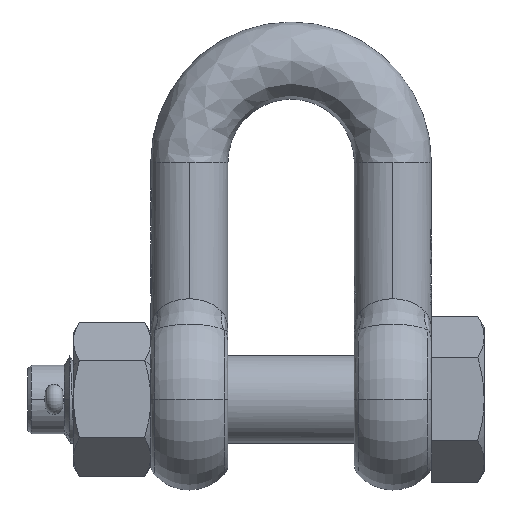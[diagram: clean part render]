
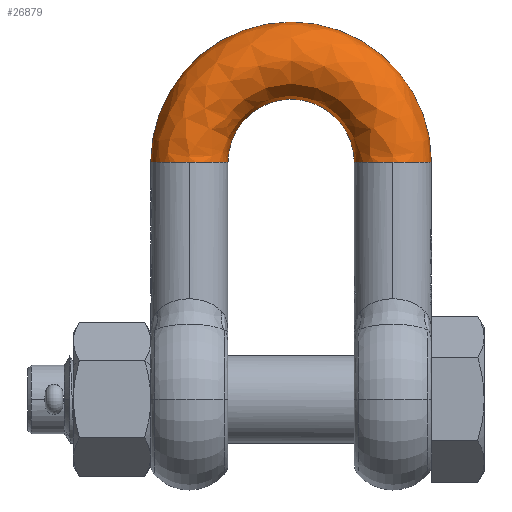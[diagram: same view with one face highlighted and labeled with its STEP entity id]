
A CAD part, top view. The second image highlights one B-rep face of the part: STEP entity #26879.
In plain terms, the highlighted free-form (B-spline) face has degree [3, 3] with [4, 4] control points.
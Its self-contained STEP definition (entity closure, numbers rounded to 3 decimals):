
#16770 = CARTESIAN_POINT ( 'NONE',  ( -18., 67.5, 0. ) ) ;
#17214 = CARTESIAN_POINT ( 'NONE',  ( 40., 67.5, 0. ) ) ;
#17215 = CARTESIAN_POINT ( 'NONE',  ( 40., 147.5, 0. ) ) ;
#17216 = CARTESIAN_POINT ( 'NONE',  ( -40., 147.5, 0. ) ) ;
#17217 = CARTESIAN_POINT ( 'NONE',  ( -40., 67.5, 0. ) ) ;
#17218 = CARTESIAN_POINT ( 'NONE',  ( 40., 67.5, 22. ) ) ;
#17296 = CARTESIAN_POINT ( 'NONE',  ( 40., 147.5, 22. ) ) ;
#17297 = CARTESIAN_POINT ( 'NONE',  ( -40., 147.5, 22. ) ) ;
#17298 = CARTESIAN_POINT ( 'NONE',  ( -40., 67.5, 22. ) ) ;
#17299 = CARTESIAN_POINT ( 'NONE',  ( 18., 67.5, 22. ) ) ;
#17300 = CARTESIAN_POINT ( 'NONE',  ( 18., 103.5, 22. ) ) ;
#17301 = CARTESIAN_POINT ( 'NONE',  ( -18., 103.5, 22. ) ) ;
#17302 = CARTESIAN_POINT ( 'NONE',  ( -18., 67.5, 22. ) ) ;
#17303 = CARTESIAN_POINT ( 'NONE',  ( 18., 67.5, 0. ) ) ;
#17304 = CARTESIAN_POINT ( 'NONE',  ( 18., 103.5, 0. ) ) ;
#17305 = CARTESIAN_POINT ( 'NONE',  ( -18., 103.5, 0. ) ) ;
#17306 = CARTESIAN_POINT ( 'NONE',  ( -18., 67.5, 0. ) ) ;
#17309 =( BOUNDED_SURFACE ( )  B_SPLINE_SURFACE ( 3, 3, ( 
 ( #17306, #17305, #17304, #17303 ),
 ( #17302, #17301, #17300, #17299 ),
 ( #17298, #17297, #17296, #17218 ),
 ( #17217, #17216, #17215, #17214 ) ),
 .UNSPECIFIED., .F., .F., .F. ) 
 B_SPLINE_SURFACE_WITH_KNOTS ( ( 4, 4 ),
 ( 4, 4 ),
 ( 0., 1. ),
 ( 0., 1. ),
 .UNSPECIFIED. ) 
 GEOMETRIC_REPRESENTATION_ITEM ( )  RATIONAL_B_SPLINE_SURFACE ( (
 ( 1., 0.333, 0.333, 1.),
 ( 0.333, 0.111, 0.111, 0.333),
 ( 0.333, 0.111, 0.111, 0.333),
 ( 1., 0.333, 0.333, 1.) ) ) 
 REPRESENTATION_ITEM ( '' )  SURFACE ( )  );
#17310 = FACE_OUTER_BOUND ( 'NONE', #26880, .T. ) ;
#17853 = CARTESIAN_POINT ( 'NONE',  ( 18., 67.5, 0. ) ) ;
#18334 = AXIS2_PLACEMENT_3D ( 'NONE', #18407, #18393, #18391 ) ;
#18335 = CIRCLE ( 'NONE', #18334, 40. ) ;
#18337 = DIRECTION ( 'NONE',  ( 0., 0., -1. ) ) ;
#18338 = CARTESIAN_POINT ( 'NONE',  ( 0., 67.5, 0. ) ) ;
#18340 = DIRECTION ( 'NONE',  ( 0., -1., 0. ) ) ;
#18341 = AXIS2_PLACEMENT_3D ( 'NONE', #18344, #18340, #18337 ) ;
#18342 = CIRCLE ( 'NONE', #18341, 11. ) ;
#18344 = CARTESIAN_POINT ( 'NONE',  ( -29., 67.5, 0. ) ) ;
#18358 = CIRCLE ( 'NONE', #18402, 18. ) ;
#18359 = DIRECTION ( 'NONE',  ( 0., 0., -1. ) ) ;
#18364 = CIRCLE ( 'NONE', #18382, 11. ) ;
#18369 = DIRECTION ( 'NONE',  ( 0., 1., 0. ) ) ;
#18375 = DIRECTION ( 'NONE',  ( -1., 0., 0. ) ) ;
#18382 = AXIS2_PLACEMENT_3D ( 'NONE', #18395, #18369, #18426 ) ;
#18391 = DIRECTION ( 'NONE',  ( -1., 0., 0. ) ) ;
#18393 = DIRECTION ( 'NONE',  ( 0., 0., 1. ) ) ;
#18395 = CARTESIAN_POINT ( 'NONE',  ( 29., 67.5, 0. ) ) ;
#18402 = AXIS2_PLACEMENT_3D ( 'NONE', #18338, #18359, #18375 ) ;
#18407 = CARTESIAN_POINT ( 'NONE',  ( 0., 67.5, 0. ) ) ;
#18426 = DIRECTION ( 'NONE',  ( 1., 0., 0. ) ) ;
#19303 = DIRECTION ( 'NONE',  ( 0., 0., -1. ) ) ;
#19304 = DIRECTION ( 'NONE',  ( 0., -1., 0. ) ) ;
#19305 = CARTESIAN_POINT ( 'NONE',  ( -29., 67.5, 0. ) ) ;
#19307 = AXIS2_PLACEMENT_3D ( 'NONE', #19305, #19304, #19303 ) ;
#19309 = CIRCLE ( 'NONE', #19307, 11. ) ;
#19441 = CARTESIAN_POINT ( 'NONE',  ( -29., 67.5, 11. ) ) ;
#20891 = CARTESIAN_POINT ( 'NONE',  ( 40., 67.5, 0. ) ) ;
#20894 = CARTESIAN_POINT ( 'NONE',  ( 29., 67.5, 11. ) ) ;
#20896 = DIRECTION ( 'NONE',  ( 1., 0., 0. ) ) ;
#20898 = DIRECTION ( 'NONE',  ( 0., 1., 0. ) ) ;
#20900 = CARTESIAN_POINT ( 'NONE',  ( 29., 67.5, 0. ) ) ;
#20901 = AXIS2_PLACEMENT_3D ( 'NONE', #20900, #20898, #20896 ) ;
#20903 = CIRCLE ( 'NONE', #20901, 11. ) ;
#23379 = VERTEX_POINT ( 'NONE', #16770 ) ;
#23440 = EDGE_CURVE ( 'NONE', #23379, #23441, #19309, .T. ) ;
#23441 = VERTEX_POINT ( 'NONE', #19441 ) ;
#23637 = EDGE_CURVE ( 'NONE', #23638, #23639, #20903, .T. ) ;
#23638 = VERTEX_POINT ( 'NONE', #20894 ) ;
#23639 = VERTEX_POINT ( 'NONE', #20891 ) ;
#26879 = ADVANCED_FACE ( 'NONE', ( #17310 ), #17309, .F. ) ;
#26880 = EDGE_LOOP ( 'NONE', ( #26881, #26882, #27289, #27296, #27297, #27299 ) ) ;
#26881 = ORIENTED_EDGE ( 'NONE', *, *, #23440, .F. ) ;
#26882 = ORIENTED_EDGE ( 'NONE', *, *, #27288, .T. ) ;
#26968 = VERTEX_POINT ( 'NONE', #17853 ) ;
#27288 = EDGE_CURVE ( 'NONE', #23379, #26968, #18358, .T. ) ;
#27289 = ORIENTED_EDGE ( 'NONE', *, *, #27290, .T. ) ;
#27290 = EDGE_CURVE ( 'NONE', #26968, #23638, #18364, .T. ) ;
#27296 = ORIENTED_EDGE ( 'NONE', *, *, #23637, .T. ) ;
#27297 = ORIENTED_EDGE ( 'NONE', *, *, #27298, .T. ) ;
#27298 = EDGE_CURVE ( 'NONE', #23639, #33639, #18335, .T. ) ;
#27299 = ORIENTED_EDGE ( 'NONE', *, *, #33335, .F. ) ;
#30778 = CARTESIAN_POINT ( 'NONE',  ( -40., 67.5, 0. ) ) ;
#33335 = EDGE_CURVE ( 'NONE', #23441, #33639, #18342, .T. ) ;
#33639 = VERTEX_POINT ( 'NONE', #30778 ) ;
